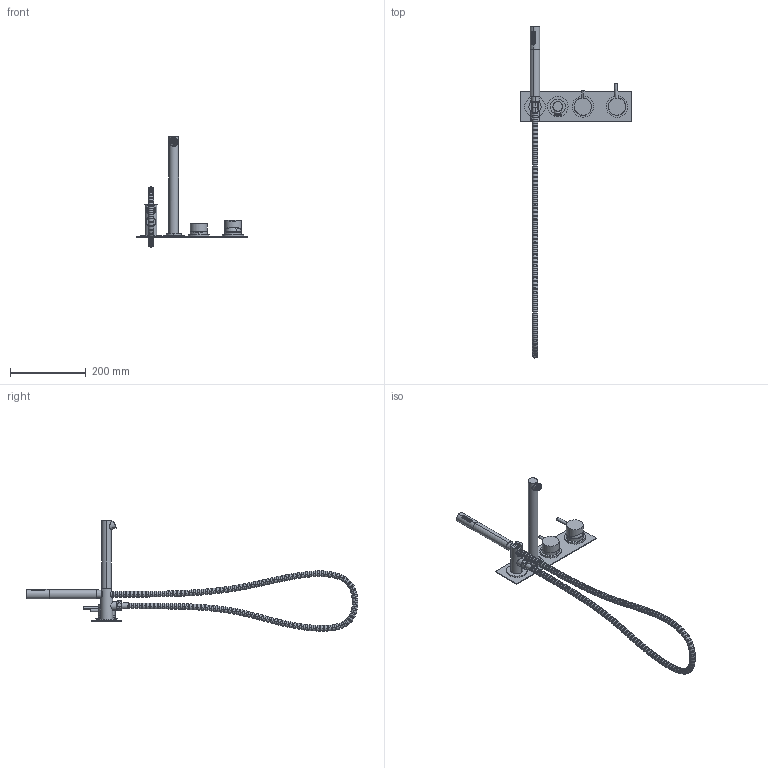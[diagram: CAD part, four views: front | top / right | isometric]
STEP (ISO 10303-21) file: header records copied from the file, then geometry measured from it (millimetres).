
FILE_DESCRIPTION (( 'STEP AP214' ), '1' );
FILE_NAME ('SBDS250RH_shell.STEP', '2018-10-21T21:17:51', ( 'khoa' ), ( '' ), 'SwSTEP 2.0', 'SolidWorks 2016', '' );
FILE_SCHEMA (( 'AUTOMOTIVE_DESIGN' ));
Length unit declared in the file: millimetre
Products named in the file (2): SBDS250RH_shell
Bounding box: 295 x 874.74 x 290.73 mm (x, y, z)
Surface area: 209262.8 mm2 (no closed solid volume)
Topology: 0 solids, 32 shells, 1491 faces, 3696 edges, 2488 vertices
Faces by surface type: plane 794, cylinder 387, bspline 262, cone 34, torus 14
Entity records: 174796 total; most frequent: CARTESIAN_POINT 124618, ORIENTED_EDGE 7194, DIRECTION 5999, EDGE_CURVE 3696, VERTEX_POINT 2488, AXIS2_PLACEMENT_3D 2057, EDGE_LOOP 1983, LINE 1885
